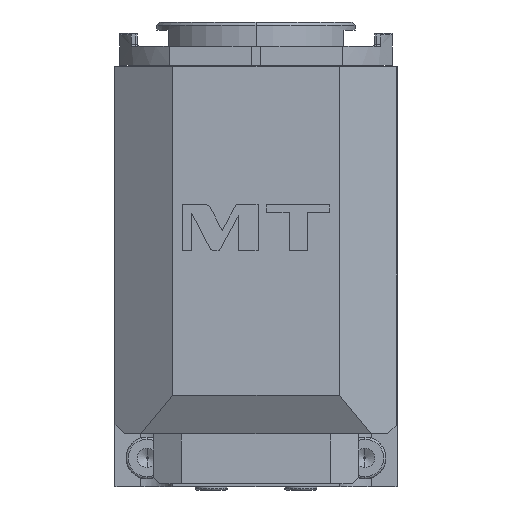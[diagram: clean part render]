
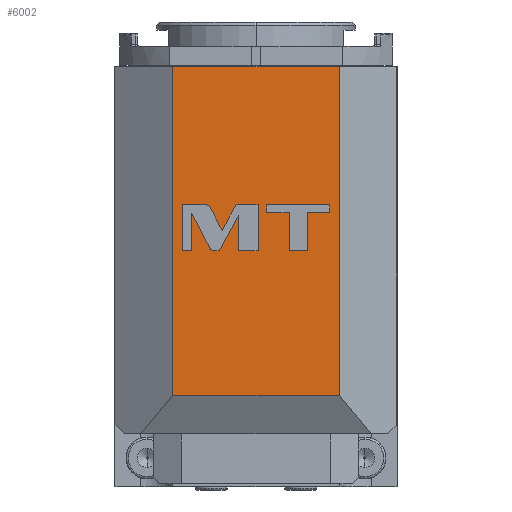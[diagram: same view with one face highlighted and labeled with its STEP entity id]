
A CAD part, left-side view. The second image highlights one B-rep face of the part: STEP entity #6002.
In plain terms, the highlighted planar face has unit normal (-1, 0, 0).
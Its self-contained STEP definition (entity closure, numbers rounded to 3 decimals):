
#1646=DIRECTION('',(0.,-1.,0.));
#1647=VECTOR('',#1646,52.);
#1648=CARTESIAN_POINT('',(-121.,26.,-45.5));
#1649=LINE('',#1648,#1647);
#1650=DIRECTION('',(0.,0.,1.));
#1651=VECTOR('',#1650,102.5);
#1652=CARTESIAN_POINT('',(-121.,26.,-45.5));
#1653=LINE('',#1652,#1651);
#1654=DIRECTION('',(0.,-1.,0.));
#1655=VECTOR('',#1654,52.);
#1656=CARTESIAN_POINT('',(-121.,26.,57.));
#1657=LINE('',#1656,#1655);
#1658=DIRECTION('',(0.,0.,1.));
#1659=VECTOR('',#1658,102.5);
#1660=CARTESIAN_POINT('',(-121.,-26.,-45.5));
#1661=LINE('',#1660,#1659);
#1662=CARTESIAN_POINT('',(-121.,14.234,13.062));
#1663=CARTESIAN_POINT('',(-121.,14.533,13.641));
#1664=CARTESIAN_POINT('',(-121.,15.124,14.));
#1665=CARTESIAN_POINT('',(-121.,15.775,14.));
#1667=DIRECTION('',(0.,1.,0.));
#1668=VECTOR('',#1667,7.239);
#1669=CARTESIAN_POINT('',(-121.,15.775,14.));
#1670=LINE('',#1669,#1668);
#1671=DIRECTION('',(0.,0.,-1.));
#1672=VECTOR('',#1671,14.4);
#1673=CARTESIAN_POINT('',(-121.,23.014,14.));
#1674=LINE('',#1673,#1672);
#1675=DIRECTION('',(0.,-1.,0.));
#1676=VECTOR('',#1675,2.995);
#1677=CARTESIAN_POINT('',(-121.,23.014,-0.4));
#1678=LINE('',#1677,#1676);
#1679=DIRECTION('',(0.,0.,1.));
#1680=VECTOR('',#1679,11.666);
#1681=CARTESIAN_POINT('',(-121.,20.019,-0.4));
#1682=LINE('',#1681,#1680);
#1683=DIRECTION('',(0.,-0.459,-0.888));
#1684=VECTOR('',#1683,12.077);
#1685=CARTESIAN_POINT('',(-121.,20.019,11.266));
#1686=LINE('',#1685,#1684);
#1687=CARTESIAN_POINT('',(-121.,14.472,0.538));
#1688=CARTESIAN_POINT('',(-121.,14.172,-0.041));
#1689=CARTESIAN_POINT('',(-121.,13.582,-0.4));
#1690=CARTESIAN_POINT('',(-121.,12.931,-0.4));
#1692=DIRECTION('',(0.,-1.,0.));
#1693=VECTOR('',#1692,1.502);
#1694=CARTESIAN_POINT('',(-121.,12.931,-0.4));
#1695=LINE('',#1694,#1693);
#1696=DIRECTION('',(0.,-0.481,0.877));
#1697=VECTOR('',#1696,12.495);
#1698=CARTESIAN_POINT('',(-121.,11.428,-0.4));
#1699=LINE('',#1698,#1697);
#1700=DIRECTION('',(0.,0.,-1.));
#1701=VECTOR('',#1700,10.953);
#1702=CARTESIAN_POINT('',(-121.,5.416,10.553));
#1703=LINE('',#1702,#1701);
#1704=DIRECTION('',(0.,-1.,0.));
#1705=VECTOR('',#1704,6.06);
#1706=CARTESIAN_POINT('',(-121.,5.416,-0.4));
#1707=LINE('',#1706,#1705);
#1708=DIRECTION('',(0.,0.,1.));
#1709=VECTOR('',#1708,14.4);
#1710=CARTESIAN_POINT('',(-121.,-0.644,-0.4));
#1711=LINE('',#1710,#1709);
#1712=DIRECTION('',(0.,1.,0.));
#1713=VECTOR('',#1712,6.831);
#1714=CARTESIAN_POINT('',(-121.,-0.644,14.));
#1715=LINE('',#1714,#1713);
#1716=DIRECTION('',(0.,0.481,-0.877));
#1717=VECTOR('',#1716,9.13);
#1718=CARTESIAN_POINT('',(-121.,6.188,14.));
#1719=LINE('',#1718,#1717);
#1720=DIRECTION('',(0.,0.459,0.888));
#1721=VECTOR('',#1720,7.954);
#1722=CARTESIAN_POINT('',(-121.,10.581,5.997));
#1723=LINE('',#1722,#1721);
#1724=DIRECTION('',(0.,0.,-1.));
#1725=VECTOR('',#1724,11.948);
#1726=CARTESIAN_POINT('',(-121.,-10.328,11.548));
#1727=LINE('',#1726,#1725);
#1728=DIRECTION('',(0.,-1.,0.));
#1729=VECTOR('',#1728,5.703);
#1730=CARTESIAN_POINT('',(-121.,-10.328,-0.4));
#1731=LINE('',#1730,#1729);
#1732=DIRECTION('',(0.,0.,1.));
#1733=VECTOR('',#1732,11.948);
#1734=CARTESIAN_POINT('',(-121.,-16.031,-0.4));
#1735=LINE('',#1734,#1733);
#1736=DIRECTION('',(0.,-1.,0.));
#1737=VECTOR('',#1736,6.981);
#1738=CARTESIAN_POINT('',(-121.,-16.031,11.548));
#1739=LINE('',#1738,#1737);
#1740=DIRECTION('',(0.,0.,1.));
#1741=VECTOR('',#1740,2.453);
#1742=CARTESIAN_POINT('',(-121.,-23.012,11.548));
#1743=LINE('',#1742,#1741);
#1744=DIRECTION('',(0.,1.,0.));
#1745=VECTOR('',#1744,19.666);
#1746=CARTESIAN_POINT('',(-121.,-23.012,14.));
#1747=LINE('',#1746,#1745);
#1748=DIRECTION('',(0.,0.,-1.));
#1749=VECTOR('',#1748,2.453);
#1750=CARTESIAN_POINT('',(-121.,-3.346,14.));
#1751=LINE('',#1750,#1749);
#1752=DIRECTION('',(0.,-1.,0.));
#1753=VECTOR('',#1752,6.981);
#1754=CARTESIAN_POINT('',(-121.,-3.346,11.548));
#1755=LINE('',#1754,#1753);
#3866=CARTESIAN_POINT('',(-121.,26.,57.));
#3868=VERTEX_POINT('',#3866);
#3870=CARTESIAN_POINT('',(-121.,-26.,57.));
#3872=VERTEX_POINT('',#3870);
#3959=CARTESIAN_POINT('',(-121.,-26.,-45.5));
#3961=VERTEX_POINT('',#3959);
#3965=CARTESIAN_POINT('',(-121.,26.,-45.5));
#3966=VERTEX_POINT('',#3965);
#4569=CARTESIAN_POINT('',(-121.,14.234,13.062));
#4570=VERTEX_POINT('',#4569);
#4571=CARTESIAN_POINT('',(-121.,15.775,14.));
#4572=VERTEX_POINT('',#4571);
#4573=CARTESIAN_POINT('',(-121.,23.014,14.));
#4574=VERTEX_POINT('',#4573);
#4575=CARTESIAN_POINT('',(-121.,23.014,-0.4));
#4576=VERTEX_POINT('',#4575);
#4577=CARTESIAN_POINT('',(-121.,20.019,-0.4));
#4578=VERTEX_POINT('',#4577);
#4579=CARTESIAN_POINT('',(-121.,20.019,11.266));
#4580=VERTEX_POINT('',#4579);
#4581=CARTESIAN_POINT('',(-121.,14.472,0.538));
#4582=VERTEX_POINT('',#4581);
#4583=CARTESIAN_POINT('',(-121.,12.931,-0.4));
#4584=VERTEX_POINT('',#4583);
#4585=CARTESIAN_POINT('',(-121.,11.428,-0.4));
#4586=VERTEX_POINT('',#4585);
#4587=CARTESIAN_POINT('',(-121.,5.416,10.553));
#4588=VERTEX_POINT('',#4587);
#4589=CARTESIAN_POINT('',(-121.,5.416,-0.4));
#4590=VERTEX_POINT('',#4589);
#4591=CARTESIAN_POINT('',(-121.,-0.644,-0.4));
#4592=VERTEX_POINT('',#4591);
#4593=CARTESIAN_POINT('',(-121.,-0.644,14.));
#4594=VERTEX_POINT('',#4593);
#4595=CARTESIAN_POINT('',(-121.,6.188,14.));
#4596=VERTEX_POINT('',#4595);
#4597=CARTESIAN_POINT('',(-121.,10.581,5.997));
#4598=VERTEX_POINT('',#4597);
#4599=CARTESIAN_POINT('',(-121.,-10.328,11.548));
#4600=VERTEX_POINT('',#4599);
#4601=CARTESIAN_POINT('',(-121.,-10.328,-0.4));
#4602=VERTEX_POINT('',#4601);
#4603=CARTESIAN_POINT('',(-121.,-16.031,-0.4));
#4604=VERTEX_POINT('',#4603);
#4605=CARTESIAN_POINT('',(-121.,-16.031,11.548));
#4606=VERTEX_POINT('',#4605);
#4607=CARTESIAN_POINT('',(-121.,-23.012,11.548));
#4608=VERTEX_POINT('',#4607);
#4609=CARTESIAN_POINT('',(-121.,-23.012,14.));
#4610=VERTEX_POINT('',#4609);
#4611=CARTESIAN_POINT('',(-121.,-3.346,14.));
#4612=VERTEX_POINT('',#4611);
#4613=CARTESIAN_POINT('',(-121.,-3.346,11.548));
#4614=VERTEX_POINT('',#4613);
#5941=CARTESIAN_POINT('',(-121.,0.,0.));
#5942=DIRECTION('',(1.,0.,0.));
#5943=DIRECTION('',(0.,1.,0.));
#5944=AXIS2_PLACEMENT_3D('',#5941,#5942,#5943);
#5945=PLANE('',#5944);
#5946=ORIENTED_EDGE('',*,*,#5712,.F.);
#5947=ORIENTED_EDGE('',*,*,#5726,.T.);
#5948=ORIENTED_EDGE('',*,*,#5101,.T.);
#5949=ORIENTED_EDGE('',*,*,#5695,.F.);
#5950=EDGE_LOOP('',(#5946,#5947,#5948,#5949));
#5951=FACE_OUTER_BOUND('',#5950,.F.);
#5953=ORIENTED_EDGE('',*,*,#5952,.T.);
#5955=ORIENTED_EDGE('',*,*,#5954,.T.);
#5957=ORIENTED_EDGE('',*,*,#5956,.T.);
#5959=ORIENTED_EDGE('',*,*,#5958,.T.);
#5961=ORIENTED_EDGE('',*,*,#5960,.T.);
#5963=ORIENTED_EDGE('',*,*,#5962,.T.);
#5965=ORIENTED_EDGE('',*,*,#5964,.T.);
#5967=ORIENTED_EDGE('',*,*,#5966,.T.);
#5969=ORIENTED_EDGE('',*,*,#5968,.T.);
#5971=ORIENTED_EDGE('',*,*,#5970,.T.);
#5973=ORIENTED_EDGE('',*,*,#5972,.T.);
#5975=ORIENTED_EDGE('',*,*,#5974,.T.);
#5977=ORIENTED_EDGE('',*,*,#5976,.T.);
#5979=ORIENTED_EDGE('',*,*,#5978,.T.);
#5981=ORIENTED_EDGE('',*,*,#5980,.T.);
#5982=EDGE_LOOP('',(#5953,#5955,#5957,#5959,#5961,#5963,#5965,#5967,#5969,#5971,
#5973,#5975,#5977,#5979,#5981));
#5983=FACE_BOUND('',#5982,.F.);
#5985=ORIENTED_EDGE('',*,*,#5984,.T.);
#5987=ORIENTED_EDGE('',*,*,#5986,.T.);
#5989=ORIENTED_EDGE('',*,*,#5988,.T.);
#5991=ORIENTED_EDGE('',*,*,#5990,.T.);
#5993=ORIENTED_EDGE('',*,*,#5992,.T.);
#5995=ORIENTED_EDGE('',*,*,#5994,.T.);
#5997=ORIENTED_EDGE('',*,*,#5996,.T.);
#5999=ORIENTED_EDGE('',*,*,#5998,.T.);
#6000=EDGE_LOOP('',(#5985,#5987,#5989,#5991,#5993,#5995,#5997,#5999));
#6001=FACE_BOUND('',#6000,.F.);
#6002=ADVANCED_FACE('',(#5951,#5983,#6001),#5945,.F.);
#1666=B_SPLINE_CURVE_WITH_KNOTS('',3,(#1662,#1663,#1664,#1665),.UNSPECIFIED.,
.F.,.F.,(4,4),(0.,1.),.UNSPECIFIED.);
#1691=B_SPLINE_CURVE_WITH_KNOTS('',3,(#1687,#1688,#1689,#1690),.UNSPECIFIED.,
.F.,.F.,(4,4),(0.,1.),.UNSPECIFIED.);
#5101=EDGE_CURVE('',#3868,#3872,#1657,.T.);
#5695=EDGE_CURVE('',#3961,#3872,#1661,.T.);
#5712=EDGE_CURVE('',#3966,#3961,#1649,.T.);
#5726=EDGE_CURVE('',#3966,#3868,#1653,.T.);
#5952=EDGE_CURVE('',#4570,#4572,#1666,.T.);
#5954=EDGE_CURVE('',#4572,#4574,#1670,.T.);
#5956=EDGE_CURVE('',#4574,#4576,#1674,.T.);
#5958=EDGE_CURVE('',#4576,#4578,#1678,.T.);
#5960=EDGE_CURVE('',#4578,#4580,#1682,.T.);
#5962=EDGE_CURVE('',#4580,#4582,#1686,.T.);
#5964=EDGE_CURVE('',#4582,#4584,#1691,.T.);
#5966=EDGE_CURVE('',#4584,#4586,#1695,.T.);
#5968=EDGE_CURVE('',#4586,#4588,#1699,.T.);
#5970=EDGE_CURVE('',#4588,#4590,#1703,.T.);
#5972=EDGE_CURVE('',#4590,#4592,#1707,.T.);
#5974=EDGE_CURVE('',#4592,#4594,#1711,.T.);
#5976=EDGE_CURVE('',#4594,#4596,#1715,.T.);
#5978=EDGE_CURVE('',#4596,#4598,#1719,.T.);
#5980=EDGE_CURVE('',#4598,#4570,#1723,.T.);
#5984=EDGE_CURVE('',#4600,#4602,#1727,.T.);
#5986=EDGE_CURVE('',#4602,#4604,#1731,.T.);
#5988=EDGE_CURVE('',#4604,#4606,#1735,.T.);
#5990=EDGE_CURVE('',#4606,#4608,#1739,.T.);
#5992=EDGE_CURVE('',#4608,#4610,#1743,.T.);
#5994=EDGE_CURVE('',#4610,#4612,#1747,.T.);
#5996=EDGE_CURVE('',#4612,#4614,#1751,.T.);
#5998=EDGE_CURVE('',#4614,#4600,#1755,.T.);
